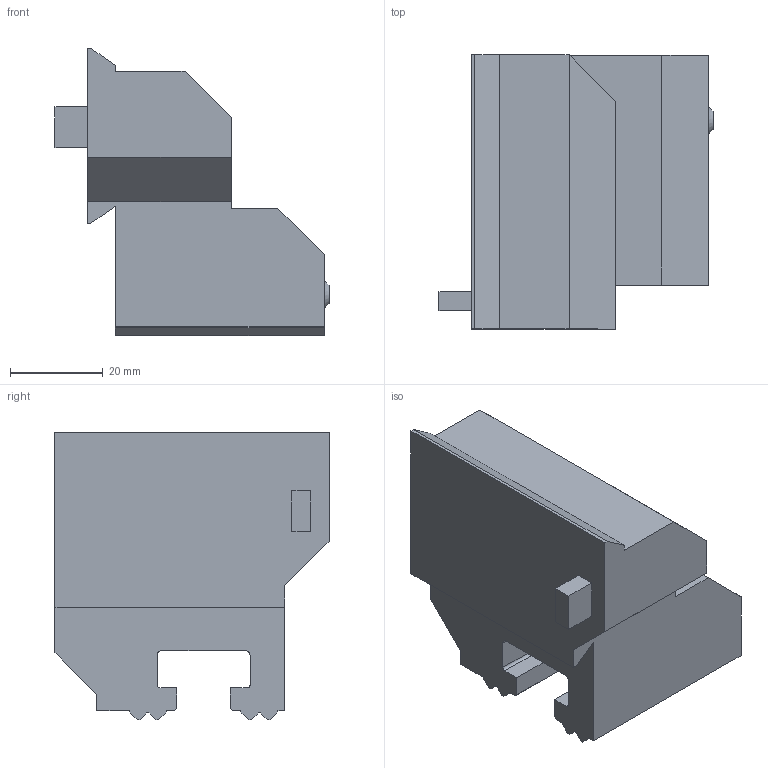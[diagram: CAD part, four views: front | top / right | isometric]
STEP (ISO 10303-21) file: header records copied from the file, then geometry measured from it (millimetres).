
FILE_DESCRIPTION(/* description */ (''),/* implementation_level */ '2;1');
FILE_NAME(/* name */ '10010420190_stp.stp',/* time_stamp */ '2017-03-02T08:35:47+01:00',/* author */ (''),/* organization */ (''),/* preprocessor_version */ 'ST-DEVELOPER v15',/* originating_system */ 'SIEMENS PLM Software NX 9.0',/* authorisation */ '');
FILE_SCHEMA (('AUTOMOTIVE_DESIGN { 1 0 10303 214 3 1 1 1 }'));
Length unit declared in the file: millimetre
Products named in the file (1): krei0888A9416bmp
Bounding box: 59 x 59 x 61.9 mm (x, y, z)
Volume: 92116.6 mm3; surface area: 16800.3 mm2
Topology: 1 solids, 1 shells, 62 faces, 174 edges, 116 vertices
Faces by surface type: plane 55, cylinder 6, cone 1
Entity records: 1990 total; most frequent: CARTESIAN_POINT 350, ORIENTED_EDGE 344, DIRECTION 312, EDGE_CURVE 172, LINE 158, VECTOR 158, VERTEX_POINT 115, AXIS2_PLACEMENT_3D 77
